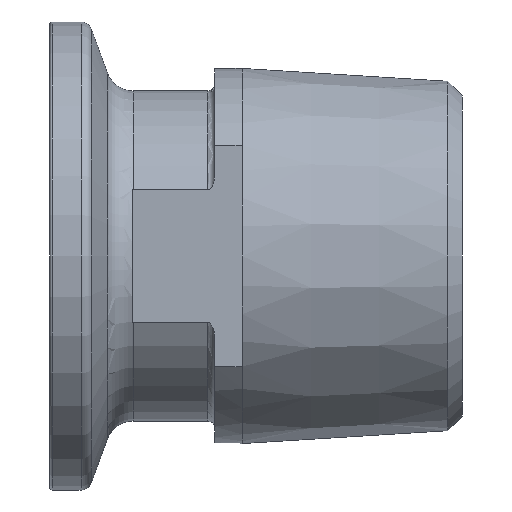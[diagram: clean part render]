
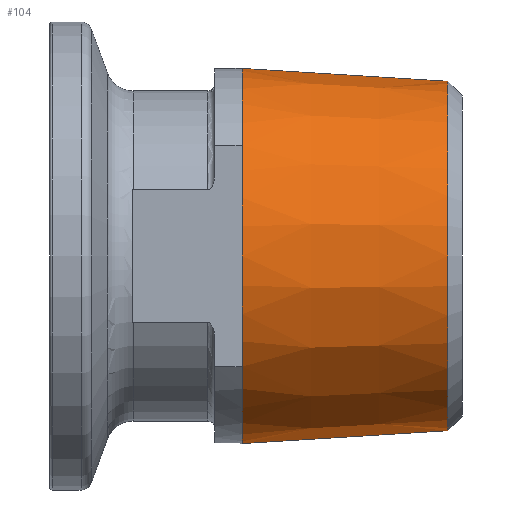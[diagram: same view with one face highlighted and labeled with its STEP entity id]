
A CAD part, front view. The second image highlights one B-rep face of the part: STEP entity #104.
In plain terms, the highlighted conical face has half-angle 3.576 degrees and reference radius 12.624 mm.
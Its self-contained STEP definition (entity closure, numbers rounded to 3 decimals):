
#9 = CONICAL_SURFACE ( 'NONE', #833, 12.624, 0.062 ) ;
#14 = CARTESIAN_POINT ( 'NONE',  ( 30., 0., 12.624 ) ) ;
#23 = CARTESIAN_POINT ( 'NONE',  ( 14., -11., 8.039 ) ) ;
#27 = CARTESIAN_POINT ( 'NONE',  ( 28.933, 0., 0. ) ) ;
#77 = EDGE_CURVE ( 'NONE', #1077, #1418, #947, .T. ) ;
#104 = ADVANCED_FACE ( 'NONE', ( #991 ), #9, .T. ) ;
#163 = DIRECTION ( 'NONE',  ( 0., 0., -1. ) ) ;
#186 = ORIENTED_EDGE ( 'NONE', *, *, #488, .F. ) ;
#215 = DIRECTION ( 'NONE',  ( 0., 0., 1. ) ) ;
#226 = DIRECTION ( 'NONE',  ( -1., 0., 0. ) ) ;
#246 = VERTEX_POINT ( 'NONE', #1399 ) ;
#267 = AXIS2_PLACEMENT_3D ( 'NONE', #1229, #1134, #1465 ) ;
#269 = AXIS2_PLACEMENT_3D ( 'NONE', #27, #226, #472 ) ;
#337 = VERTEX_POINT ( 'NONE', #647 ) ;
#350 = CARTESIAN_POINT ( 'NONE',  ( 13.989, -11., -8.04 ) ) ;
#359 = LINE ( 'NONE', #840, #928 ) ;
#368 = ORIENTED_EDGE ( 'NONE', *, *, #77, .T. ) ;
#374 = ORIENTED_EDGE ( 'NONE', *, *, #614, .T. ) ;
#395 = CARTESIAN_POINT ( 'NONE',  ( 14., -11., -8.039 ) ) ;
#399 = ORIENTED_EDGE ( 'NONE', *, *, #657, .T. ) ;
#440 = CARTESIAN_POINT ( 'NONE',  ( 30., 0., 0. ) ) ;
#459 = CARTESIAN_POINT ( 'NONE',  ( 28.933, 0., -12.691 ) ) ;
#472 = DIRECTION ( 'NONE',  ( 0., 0., -1. ) ) ;
#488 = EDGE_CURVE ( 'NONE', #337, #1418, #945, .T. ) ;
#519 = VERTEX_POINT ( 'NONE', #459 ) ;
#550 = DIRECTION ( 'NONE',  ( -1., 0., 0. ) ) ;
#580 = VECTOR ( 'NONE', #676, 1000. ) ;
#614 = EDGE_CURVE ( 'NONE', #1293, #1077, #1255, .T. ) ;
#622 = AXIS2_PLACEMENT_3D ( 'NONE', #1180, #1036, #163 ) ;
#625 = CARTESIAN_POINT ( 'NONE',  ( 13.989, -11., 8.04 ) ) ;
#647 = CARTESIAN_POINT ( 'NONE',  ( 13.989, 0., -13.625 ) ) ;
#657 = EDGE_CURVE ( 'NONE', #246, #1293, #1406, .T. ) ;
#676 = DIRECTION ( 'NONE',  ( -0.998, 0., 0.062 ) ) ;
#678 = VERTEX_POINT ( 'NONE', #1311 ) ;
#718 = CIRCLE ( 'NONE', #269, 12.691 ) ;
#723 = EDGE_CURVE ( 'NONE', #519, #337, #359, .T. ) ;
#731 = ORIENTED_EDGE ( 'NONE', *, *, #887, .T. ) ;
#757 = EDGE_CURVE ( 'NONE', #246, #678, #1168, .T. ) ;
#783 = VERTEX_POINT ( 'NONE', #1226 ) ;
#833 = AXIS2_PLACEMENT_3D ( 'NONE', #440, #1337, #215 ) ;
#840 = CARTESIAN_POINT ( 'NONE',  ( 30., 0., -12.624 ) ) ;
#873 = CARTESIAN_POINT ( 'NONE',  ( 13.989, -11., -8.04 ) ) ;
#887 = EDGE_CURVE ( 'NONE', #519, #783, #718, .T. ) ;
#928 = VECTOR ( 'NONE', #1292, 1000. ) ;
#945 = CIRCLE ( 'NONE', #267, 13.625 ) ;
#947 = B_SPLINE_CURVE_WITH_KNOTS ( 'NONE', 3,
 ( #1448, #986, #1441, #873 ),
 .UNSPECIFIED., .F., .F.,
 ( 4, 4 ),
 ( 0.025, 0.025 ),
 .UNSPECIFIED. ) ;
#957 = EDGE_LOOP ( 'NONE', ( #1319, #731, #1118, #1232, #399, #374, #368, #186 ) ) ;
#982 = DIRECTION ( 'NONE',  ( 0., 0., 1. ) ) ;
#986 = CARTESIAN_POINT ( 'NONE',  ( 13.996, -11., -8.039 ) ) ;
#991 = FACE_OUTER_BOUND ( 'NONE', #957, .T. ) ;
#1011 = LINE ( 'NONE', #14, #580 ) ;
#1036 = DIRECTION ( 'NONE',  ( 1., 0., 0. ) ) ;
#1038 = CARTESIAN_POINT ( 'NONE',  ( 14., -11., 8.039 ) ) ;
#1077 = VERTEX_POINT ( 'NONE', #395 ) ;
#1118 = ORIENTED_EDGE ( 'NONE', *, *, #1375, .T. ) ;
#1134 = DIRECTION ( 'NONE',  ( -1., 0., 0. ) ) ;
#1151 = CARTESIAN_POINT ( 'NONE',  ( 13.996, -11., 8.039 ) ) ;
#1168 = CIRCLE ( 'NONE', #1236, 13.625 ) ;
#1180 = CARTESIAN_POINT ( 'NONE',  ( 14., 0., 0. ) ) ;
#1226 = CARTESIAN_POINT ( 'NONE',  ( 28.933, 0., 12.691 ) ) ;
#1229 = CARTESIAN_POINT ( 'NONE',  ( 13.989, 0., 0. ) ) ;
#1232 = ORIENTED_EDGE ( 'NONE', *, *, #757, .F. ) ;
#1236 = AXIS2_PLACEMENT_3D ( 'NONE', #1339, #550, #982 ) ;
#1255 = CIRCLE ( 'NONE', #622, 13.624 ) ;
#1260 = CARTESIAN_POINT ( 'NONE',  ( 13.993, -11., 8.04 ) ) ;
#1292 = DIRECTION ( 'NONE',  ( -0.998, 0., -0.062 ) ) ;
#1293 = VERTEX_POINT ( 'NONE', #1038 ) ;
#1311 = CARTESIAN_POINT ( 'NONE',  ( 13.989, 0., 13.625 ) ) ;
#1319 = ORIENTED_EDGE ( 'NONE', *, *, #723, .F. ) ;
#1337 = DIRECTION ( 'NONE',  ( -1., 0., 0. ) ) ;
#1339 = CARTESIAN_POINT ( 'NONE',  ( 13.989, 0., 0. ) ) ;
#1375 = EDGE_CURVE ( 'NONE', #783, #678, #1011, .T. ) ;
#1399 = CARTESIAN_POINT ( 'NONE',  ( 13.989, -11., 8.04 ) ) ;
#1406 = B_SPLINE_CURVE_WITH_KNOTS ( 'NONE', 3,
 ( #625, #1260, #1151, #23 ),
 .UNSPECIFIED., .F., .F.,
 ( 4, 4 ),
 ( 0.026, 0.026 ),
 .UNSPECIFIED. ) ;
#1418 = VERTEX_POINT ( 'NONE', #350 ) ;
#1441 = CARTESIAN_POINT ( 'NONE',  ( 13.993, -11., -8.04 ) ) ;
#1448 = CARTESIAN_POINT ( 'NONE',  ( 14., -11., -8.039 ) ) ;
#1465 = DIRECTION ( 'NONE',  ( 0., 0., 1. ) ) ;
